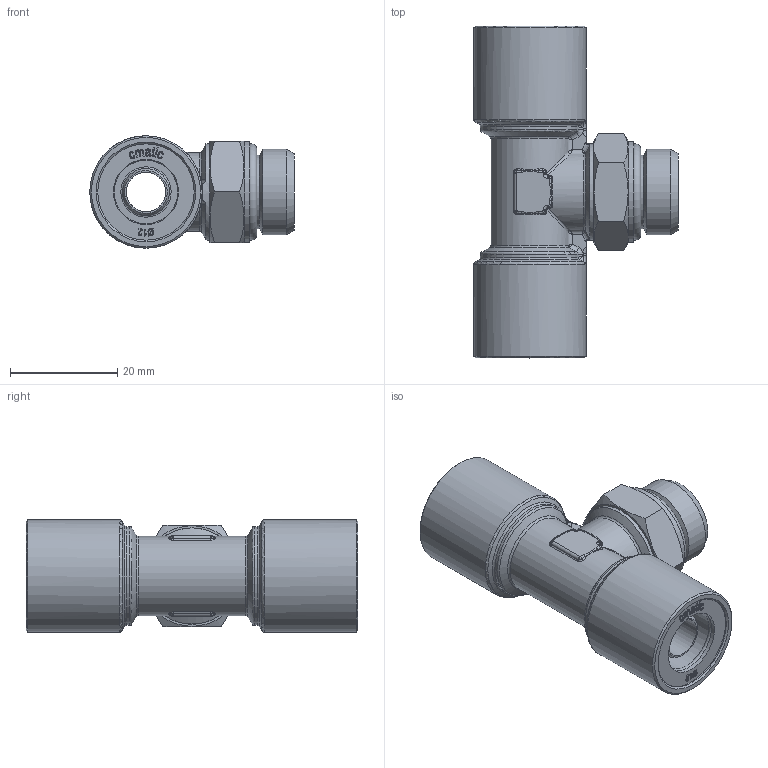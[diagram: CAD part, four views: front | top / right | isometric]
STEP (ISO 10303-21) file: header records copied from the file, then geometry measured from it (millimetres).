
FILE_DESCRIPTION(( 'MAF.21.12.M16X1.5.stp' ), '1');
FILE_NAME( 'MAF.21.12.M16X1.5.stp', '2021-02-19T15:26:33',( 'Sopra'),('sopra-pneumatic.com'), 'SwSTEP 2.0','SolidWorks 2009','' );
FILE_SCHEMA( ( 'CONFIG_CONTROL_DESIGN' ) );
Length unit declared in the file: millimetre
Products named in the file (1): Rivoluzione2
Bounding box: 38.2 x 62 x 21 mm (x, y, z)
Volume: 14982.8 mm3; surface area: 10722.3 mm2
Topology: 1 solids, 1 shells, 575 faces, 1467 edges, 899 vertices
Faces by surface type: bspline 256, plane 180, cylinder 75, torus 31, cone 17, sphere 16
Full cylindrical faces by diameter (mm): 7.4 x2, 8.5 x1, 8.8 x2, 10 x1, 12.15 x4, 13.7 x1, 16 x1, 18 x3, 18.8 x1, 21 x2
Entity records: 26645 total; most frequent: CARTESIAN_POINT 14905, ORIENTED_EDGE 2776, DIRECTION 1760, EDGE_CURVE 1388, VERTEX_POINT 887, EDGE_LOOP 650, FACE_OUTER_BOUND 598, AXIS2_PLACEMENT_3D 591
